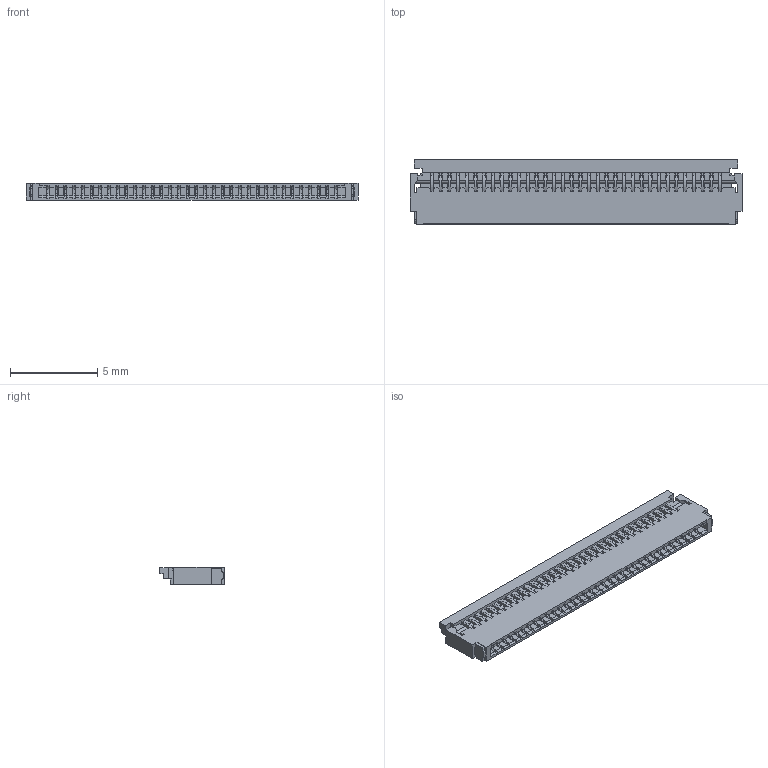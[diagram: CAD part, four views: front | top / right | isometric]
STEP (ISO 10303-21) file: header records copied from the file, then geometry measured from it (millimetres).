
FILE_DESCRIPTION(/* description */ ('Unknown'),/* implementation_level */ '2;1');
FILE_NAME(/* name */ '687134182122',/* time_stamp */ '2016-06-17T10:56:44+02:00',/* author */ ('Unknown'),/* organization */ ('Unknown'),/* preprocessor_version */ 'ST-DEVELOPER v16.7',/* originating_system */ 'DEX',/* authorisation */ $);
FILE_SCHEMA (('AUTOMOTIVE_DESIGN {1 0 10303 214 3 1 1}'));
Length unit declared in the file: millimetre
Products named in the file (5): 6871xx182122; 687134182122; 6871xx182122_Pad; 6871xx182122_Pin; 687134182122_Actuator
Assembly tree (38 placements, depth 2):
  6871xx182122
    687134182122
    6871xx182122_Pad  x2
    6871xx182122_Pin  x34
    687134182122_Actuator
Bounding box: 19 x 3.7 x 0.98 mm (x, y, z)
Volume: 40.9 mm3; surface area: 492.5 mm2
Topology: 38 solids, 38 shells, 1805 faces, 5423 edges, 3592 vertices
Faces by surface type: plane 1557, cylinder 248
Entity records: 30449 total; most frequent: ORIENTED_EDGE 5542, CARTESIAN_POINT 5487, DIRECTION 4537, EDGE_CURVE 2771, LINE 2745, VECTOR 2745, VERTEX_POINT 1846, AXIS2_PLACEMENT_3D 896
